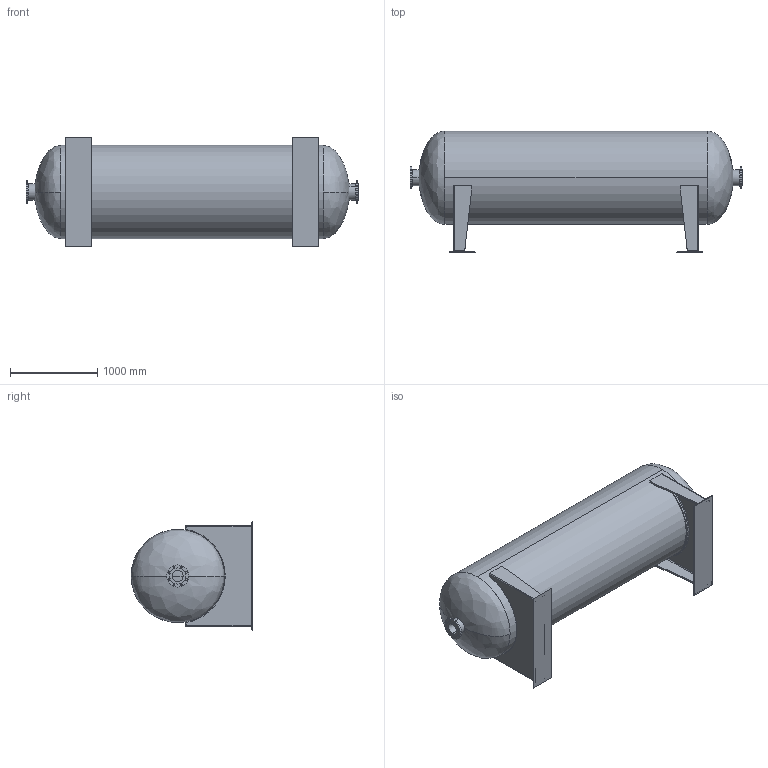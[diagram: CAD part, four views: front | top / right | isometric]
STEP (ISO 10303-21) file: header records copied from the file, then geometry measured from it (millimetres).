
FILE_DESCRIPTION (( 'STEP AP203' ), '1' );
FILE_NAME ('Default.STEP', '2025-05-13T16:44:48', '' );
FILE_SCHEMA (( 'CONFIG_CONTROL_DESIGN' ));
Length unit declared in the file: millimetre
Products named in the file (1): Default
Bounding box: 3800 x 1393.4 x 1250.59 mm (x, y, z)
Volume: 205627568.9 mm3; surface area: 29902545.1 mm2
Topology: 1 solids, 2 shells, 172 faces, 472 edges, 292 vertices
Faces by surface type: cylinder 100, plane 44, bspline 16, torus 12
Entity records: 6279 total; most frequent: CARTESIAN_POINT 1821, DIRECTION 950, ORIENTED_EDGE 928, EDGE_CURVE 464, AXIS2_PLACEMENT_3D 377, VERTEX_POINT 292, CIRCLE 220, EDGE_LOOP 200
